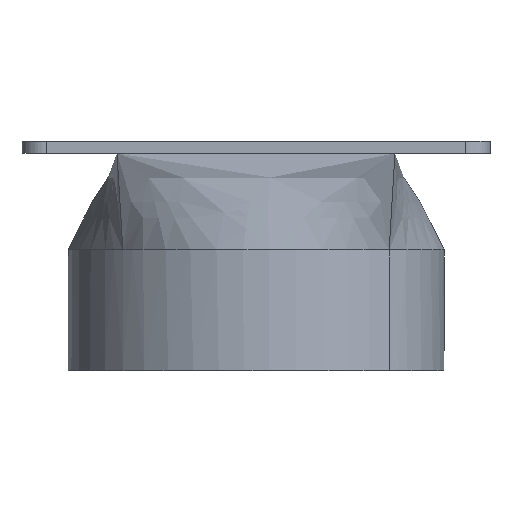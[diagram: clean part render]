
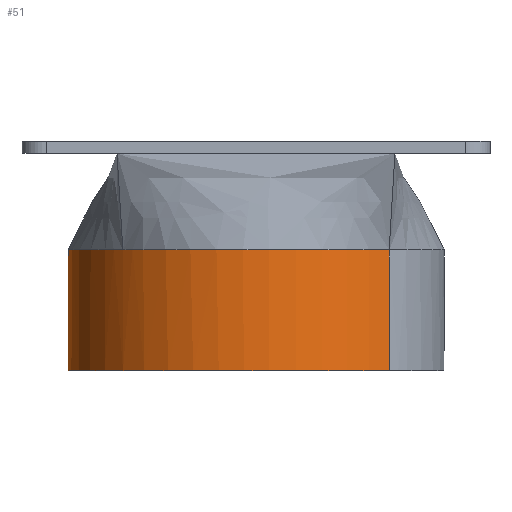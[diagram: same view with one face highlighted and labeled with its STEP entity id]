
A CAD part, front view. The second image highlights one B-rep face of the part: STEP entity #51.
In plain terms, the highlighted cylindrical face has radius 49.54 mm (diameter 99.08 mm), a partial arc.
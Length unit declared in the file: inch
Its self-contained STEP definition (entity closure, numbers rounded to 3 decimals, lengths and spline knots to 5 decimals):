
#51=ADVANCED_FACE('',(#86),#565,.T.);
#86=FACE_OUTER_BOUND('',#132,.T.);
#132=EDGE_LOOP('',(#277,#278,#279,#280,#281));
#277=ORIENTED_EDGE('',*,*,#401,.T.);
#278=ORIENTED_EDGE('',*,*,#385,.F.);
#279=ORIENTED_EDGE('',*,*,#384,.F.);
#280=ORIENTED_EDGE('',*,*,#375,.T.);
#281=ORIENTED_EDGE('',*,*,#373,.F.);
#373=EDGE_CURVE('',#530,#531,#467,.T.);
#375=EDGE_CURVE('',#532,#531,#468,.T.);
#384=EDGE_CURVE('',#532,#537,#473,.T.);
#385=EDGE_CURVE('',#537,#547,#474,.T.);
#401=EDGE_CURVE('',#530,#547,#489,.T.);
#467=(
BOUNDED_CURVE()
B_SPLINE_CURVE(2,(#1069,#1070,#1071,#1072,#1073),.UNSPECIFIED.,.F.,.F.)
B_SPLINE_CURVE_WITH_KNOTS((3,2,3),(19.91386,21.4457,22.97753),
 .UNSPECIFIED.)
CURVE()
GEOMETRIC_REPRESENTATION_ITEM()
RATIONAL_B_SPLINE_CURVE((1.,0.924,1.,0.924,1.))
REPRESENTATION_ITEM('')
);
#468=(
BOUNDED_CURVE()
B_SPLINE_CURVE(2,(#1076,#1077,#1078,#1079,#1080),.UNSPECIFIED.,.F.,.F.)
B_SPLINE_CURVE_WITH_KNOTS((3,2,3),(-26.04121,-24.50937,-22.97753),
 .UNSPECIFIED.)
CURVE()
GEOMETRIC_REPRESENTATION_ITEM()
RATIONAL_B_SPLINE_CURVE((1.,0.924,1.,0.924,1.))
REPRESENTATION_ITEM('')
);
#473=(
BOUNDED_CURVE()
B_SPLINE_CURVE(1,(#1109,#1110),.UNSPECIFIED.,.F.,.F.)
B_SPLINE_CURVE_WITH_KNOTS((2,2),(0.,1.25),.UNSPECIFIED.)
CURVE()
GEOMETRIC_REPRESENTATION_ITEM()
RATIONAL_B_SPLINE_CURVE((1.,1.))
REPRESENTATION_ITEM('')
);
#474=(
BOUNDED_CURVE()
B_SPLINE_CURVE(2,(#1111,#1112,#1113,#1114,#1115,#1116,#1117,#1118,#1119),
 .UNSPECIFIED.,.F.,.F.)
B_SPLINE_CURVE_WITH_KNOTS((3,2,2,2,3),(-26.04121,-24.50937,
-22.97753,-21.4457,-19.91386),.UNSPECIFIED.)
CURVE()
GEOMETRIC_REPRESENTATION_ITEM()
RATIONAL_B_SPLINE_CURVE((1.,0.924,1.,0.854,0.854,
0.854,1.,0.924,1.))
REPRESENTATION_ITEM('')
);
#489=(
BOUNDED_CURVE()
B_SPLINE_CURVE(1,(#1185,#1186),.UNSPECIFIED.,.F.,.F.)
B_SPLINE_CURVE_WITH_KNOTS((2,2),(0.,1.25),.UNSPECIFIED.)
CURVE()
GEOMETRIC_REPRESENTATION_ITEM()
RATIONAL_B_SPLINE_CURVE((1.,1.))
REPRESENTATION_ITEM('')
);
#530=VERTEX_POINT('',#895);
#531=VERTEX_POINT('',#896);
#532=VERTEX_POINT('',#897);
#537=VERTEX_POINT('',#902);
#547=VERTEX_POINT('',#912);
#565=CYLINDRICAL_SURFACE('',#694,1.95039);
#694=AXIS2_PLACEMENT_3D('',#838,#724,$);
#724=DIRECTION('',(0.,0.,-1.));
#838=CARTESIAN_POINT('',(19.78938,9.00296,-6.72717));
#895=CARTESIAN_POINT('',(18.41025,10.38209,-6.10217));
#896=CARTESIAN_POINT('',(18.41025,7.62382,-6.10217));
#897=CARTESIAN_POINT('',(21.16852,7.62382,-6.10217));
#902=CARTESIAN_POINT('',(21.16852,7.62382,-7.35217));
#912=CARTESIAN_POINT('',(18.41025,10.38209,-7.35217));
#1069=CARTESIAN_POINT('',(18.41025,10.38209,-6.10217));
#1070=CARTESIAN_POINT('',(17.83899,9.81084,-6.10217));
#1071=CARTESIAN_POINT('',(17.83899,9.00296,-6.10217));
#1072=CARTESIAN_POINT('',(17.83899,8.19508,-6.10217));
#1073=CARTESIAN_POINT('',(18.41025,7.62382,-6.10217));
#1076=CARTESIAN_POINT('',(21.16852,7.62382,-6.10217));
#1077=CARTESIAN_POINT('',(20.59726,7.05256,-6.10217));
#1078=CARTESIAN_POINT('',(19.78938,7.05256,-6.10217));
#1079=CARTESIAN_POINT('',(18.9815,7.05256,-6.10217));
#1080=CARTESIAN_POINT('',(18.41025,7.62382,-6.10217));
#1109=CARTESIAN_POINT('',(21.16852,7.62382,-6.10217));
#1110=CARTESIAN_POINT('',(21.16852,7.62382,-7.35217));
#1111=CARTESIAN_POINT('',(21.16852,7.62382,-7.35217));
#1112=CARTESIAN_POINT('',(20.59726,7.05256,-7.35217));
#1113=CARTESIAN_POINT('',(19.78938,7.05256,-7.35217));
#1114=CARTESIAN_POINT('',(18.9815,7.05256,-7.35217));
#1115=CARTESIAN_POINT('',(18.41025,7.62382,-7.35217));
#1116=CARTESIAN_POINT('',(17.83899,8.19508,-7.35217));
#1117=CARTESIAN_POINT('',(17.83899,9.00296,-7.35217));
#1118=CARTESIAN_POINT('',(17.83899,9.81084,-7.35217));
#1119=CARTESIAN_POINT('',(18.41025,10.38209,-7.35217));
#1185=CARTESIAN_POINT('',(18.41025,10.38209,-6.10217));
#1186=CARTESIAN_POINT('',(18.41025,10.38209,-7.35217));
